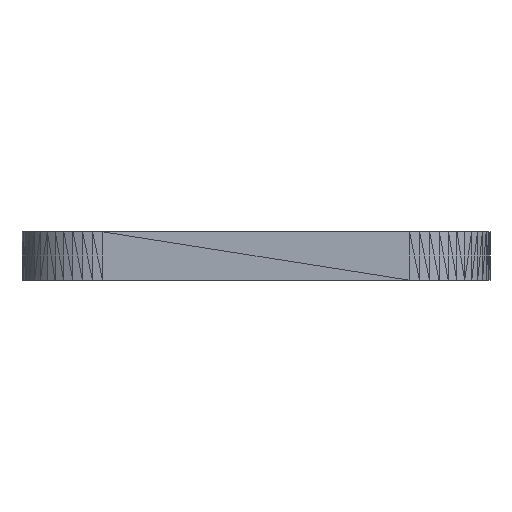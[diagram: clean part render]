
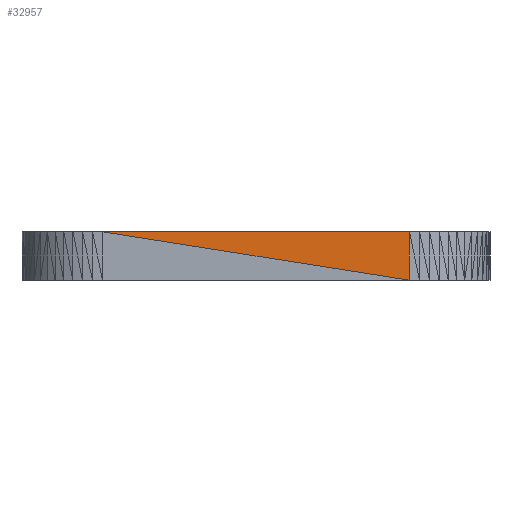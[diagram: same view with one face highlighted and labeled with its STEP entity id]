
A CAD part, left-side view. The second image highlights one B-rep face of the part: STEP entity #32957.
In plain terms, the highlighted planar face has unit normal (-1, 0, 0).
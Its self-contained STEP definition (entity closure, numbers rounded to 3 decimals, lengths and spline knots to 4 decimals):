
#32603 = VERTEX_POINT('',#32604);
#32604 = CARTESIAN_POINT('',(-14.75,4.75,1.5));
#32665 = PLANE('',#32666);
#32666 = AXIS2_PLACEMENT_3D('',#32667,#32668,#32669);
#32667 = CARTESIAN_POINT('',(-14.2187,-0.1583,1.5));
#32668 = DIRECTION('',(0.,0.,1.));
#32669 = DIRECTION('',(1.,0.,-0.));
#32708 = VERTEX_POINT('',#32709);
#32709 = CARTESIAN_POINT('',(-14.75,-4.75,1.5));
#32731 = EDGE_CURVE('',#32708,#32603,#32732,.T.);
#32732 = SURFACE_CURVE('',#32733,(#32737,#32744),.PCURVE_S1.);
#32733 = LINE('',#32734,#32735);
#32734 = CARTESIAN_POINT('',(-14.75,-4.75,1.5));
#32735 = VECTOR('',#32736,1.);
#32736 = DIRECTION('',(0.,1.,0.));
#32737 = PCURVE('',#32665,#32738);
#32738 = DEFINITIONAL_REPRESENTATION('',(#32739),#32743);
#32739 = LINE('',#32740,#32741);
#32740 = CARTESIAN_POINT('',(-0.531,-4.592));
#32741 = VECTOR('',#32742,1.);
#32742 = DIRECTION('',(0.,1.));
#32743 = ( GEOMETRIC_REPRESENTATION_CONTEXT(2) 
PARAMETRIC_REPRESENTATION_CONTEXT() REPRESENTATION_CONTEXT('2D SPACE',''
  ) );
#32744 = PCURVE('',#32745,#32750);
#32745 = PLANE('',#32746);
#32746 = AXIS2_PLACEMENT_3D('',#32747,#32748,#32749);
#32747 = CARTESIAN_POINT('',(-14.75,-0.3456,1.0956));
#32748 = DIRECTION('',(-1.,-0.,-0.));
#32749 = DIRECTION('',(0.,0.,-1.));
#32750 = DEFINITIONAL_REPRESENTATION('',(#32751),#32755);
#32751 = LINE('',#32752,#32753);
#32752 = CARTESIAN_POINT('',(-0.404,4.404));
#32753 = VECTOR('',#32754,1.);
#32754 = DIRECTION('',(0.,-1.));
#32755 = ( GEOMETRIC_REPRESENTATION_CONTEXT(2) 
PARAMETRIC_REPRESENTATION_CONTEXT() REPRESENTATION_CONTEXT('2D SPACE',''
  ) );
#32867 = PLANE('',#32868);
#32868 = AXIS2_PLACEMENT_3D('',#32869,#32870,#32871);
#32869 = CARTESIAN_POINT('',(-14.75,0.3456,0.4044));
#32870 = DIRECTION('',(-1.,-0.,-0.));
#32871 = DIRECTION('',(0.,0.,-1.));
#32908 = EDGE_CURVE('',#32909,#32603,#32911,.T.);
#32909 = VERTEX_POINT('',#32910);
#32910 = CARTESIAN_POINT('',(-14.75,-4.75,0.));
#32911 = SURFACE_CURVE('',#32912,(#32916,#32923),.PCURVE_S1.);
#32912 = LINE('',#32913,#32914);
#32913 = CARTESIAN_POINT('',(-14.75,-4.75,0.));
#32914 = VECTOR('',#32915,1.);
#32915 = DIRECTION('',(0.,0.988,0.156));
#32916 = PCURVE('',#32867,#32917);
#32917 = DEFINITIONAL_REPRESENTATION('',(#32918),#32922);
#32918 = LINE('',#32919,#32920);
#32919 = CARTESIAN_POINT('',(0.404,5.096));
#32920 = VECTOR('',#32921,1.);
#32921 = DIRECTION('',(-0.156,-0.988));
#32922 = ( GEOMETRIC_REPRESENTATION_CONTEXT(2) 
PARAMETRIC_REPRESENTATION_CONTEXT() REPRESENTATION_CONTEXT('2D SPACE',''
  ) );
#32923 = PCURVE('',#32745,#32924);
#32924 = DEFINITIONAL_REPRESENTATION('',(#32925),#32929);
#32925 = LINE('',#32926,#32927);
#32926 = CARTESIAN_POINT('',(1.096,4.404));
#32927 = VECTOR('',#32928,1.);
#32928 = DIRECTION('',(-0.156,-0.988));
#32929 = ( GEOMETRIC_REPRESENTATION_CONTEXT(2) 
PARAMETRIC_REPRESENTATION_CONTEXT() REPRESENTATION_CONTEXT('2D SPACE',''
  ) );
#32957 = ADVANCED_FACE('',(#32958),#32745,.T.);
#32958 = FACE_BOUND('',#32959,.T.);
#32959 = EDGE_LOOP('',(#32960,#32961,#32987));
#32960 = ORIENTED_EDGE('',*,*,#32908,.F.);
#32961 = ORIENTED_EDGE('',*,*,#32962,.T.);
#32962 = EDGE_CURVE('',#32909,#32708,#32963,.T.);
#32963 = SURFACE_CURVE('',#32964,(#32968,#32975),.PCURVE_S1.);
#32964 = LINE('',#32965,#32966);
#32965 = CARTESIAN_POINT('',(-14.75,-4.75,0.));
#32966 = VECTOR('',#32967,1.);
#32967 = DIRECTION('',(0.,0.,1.));
#32968 = PCURVE('',#32745,#32969);
#32969 = DEFINITIONAL_REPRESENTATION('',(#32970),#32974);
#32970 = LINE('',#32971,#32972);
#32971 = CARTESIAN_POINT('',(1.096,4.404));
#32972 = VECTOR('',#32973,1.);
#32973 = DIRECTION('',(-1.,0.));
#32974 = ( GEOMETRIC_REPRESENTATION_CONTEXT(2) 
PARAMETRIC_REPRESENTATION_CONTEXT() REPRESENTATION_CONTEXT('2D SPACE',''
  ) );
#32975 = PCURVE('',#32976,#32981);
#32976 = PLANE('',#32977);
#32977 = AXIS2_PLACEMENT_3D('',#32978,#32979,#32980);
#32978 = CARTESIAN_POINT('',(-14.7446,-4.8364,
    0.6796));
#32979 = DIRECTION('',(-0.998,-0.063,
    0.));
#32980 = DIRECTION('',(0.063,-0.998,0.));
#32981 = DEFINITIONAL_REPRESENTATION('',(#32982),#32986);
#32982 = LINE('',#32983,#32984);
#32983 = CARTESIAN_POINT('',(-0.087,-0.68));
#32984 = VECTOR('',#32985,1.);
#32985 = DIRECTION('',(0.,1.));
#32986 = ( GEOMETRIC_REPRESENTATION_CONTEXT(2) 
PARAMETRIC_REPRESENTATION_CONTEXT() REPRESENTATION_CONTEXT('2D SPACE',''
  ) );
#32987 = ORIENTED_EDGE('',*,*,#32731,.T.);
